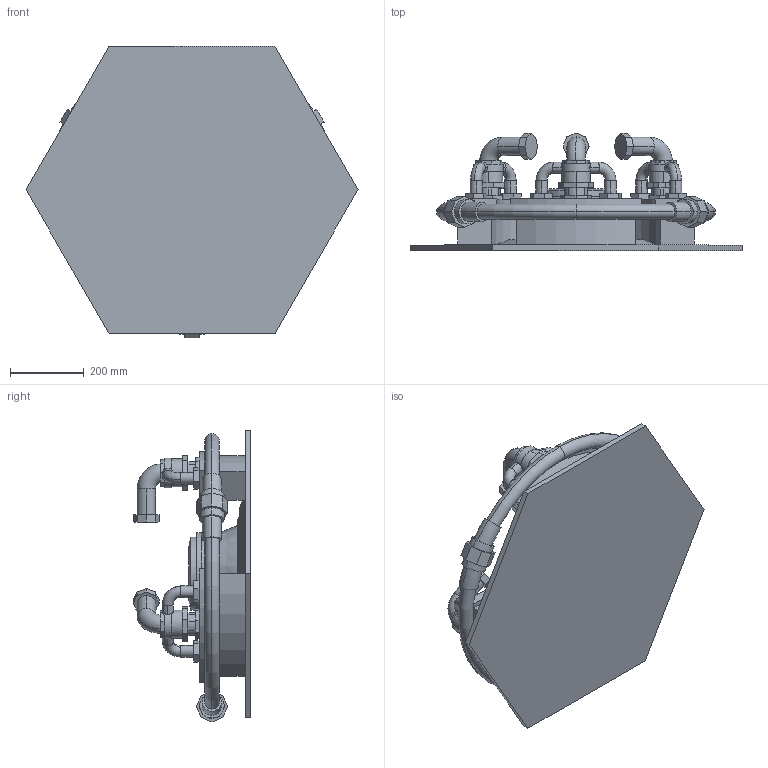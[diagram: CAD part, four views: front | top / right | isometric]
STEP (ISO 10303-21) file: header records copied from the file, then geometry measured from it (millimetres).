
FILE_DESCRIPTION (( 'STEP AP203' ), '1' );
FILE_NAME ('Áã¼þ2.STEP', '2023-09-04T04:32:27', ( '' ), ( '' ), 'SwSTEP 2.0', 'SolidWorks 2022', '' );
FILE_SCHEMA (( 'CONFIG_CONTROL_DESIGN' ));
Length unit declared in the file: millimetre
Products named in the file (1): 錨璃2
Bounding box: 900 x 318.31 x 791.42 mm (x, y, z)
Volume: 30688675.7 mm3; surface area: 2301899.9 mm2
Topology: 2 solids, 2 shells, 461 faces, 1197 edges, 796 vertices
Faces by surface type: plane 324, cylinder 79, torus 50, cone 8
Entity records: 15325 total; most frequent: CARTESIAN_POINT 3726, ORIENTED_EDGE 2394, DIRECTION 2363, EDGE_CURVE 1197, VECTOR 839, LINE 839, VERTEX_POINT 796, AXIS2_PLACEMENT_3D 762
